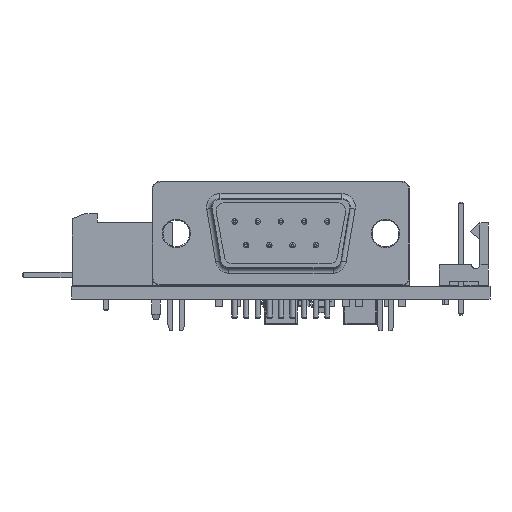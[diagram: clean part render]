
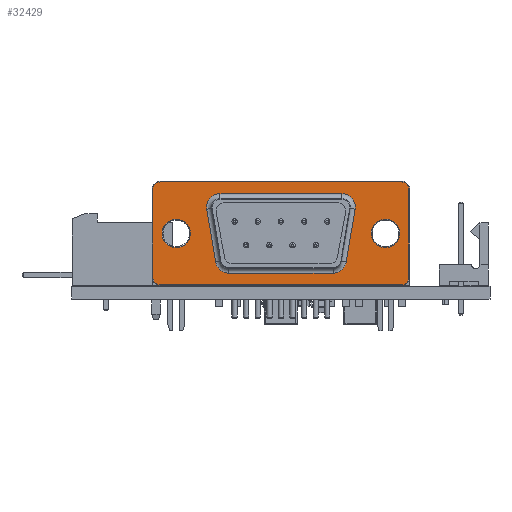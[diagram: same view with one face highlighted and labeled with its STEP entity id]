
A CAD part, front view. The second image highlights one B-rep face of the part: STEP entity #32429.
In plain terms, the highlighted planar face has unit normal (0, -1, 0).
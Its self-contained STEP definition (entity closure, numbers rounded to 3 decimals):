
#32230 = VERTEX_POINT('',#32231);
#32231 = CARTESIAN_POINT('',(-3.317,-8.08,9.137));
#32238 = EDGE_CURVE('',#32230,#32239,#32241,.T.);
#32239 = VERTEX_POINT('',#32240);
#32240 = CARTESIAN_POINT('',(-1.739,-8.08,11.));
#32241 = CIRCLE('',#32242,1.6);
#32242 = AXIS2_PLACEMENT_3D('',#32243,#32244,#32245);
#32243 = CARTESIAN_POINT('',(-1.739,-8.08,9.4));
#32244 = DIRECTION('',(0.,1.,0.));
#32245 = DIRECTION('',(-0.986,0.,
    -0.165));
#32263 = EDGE_CURVE('',#32239,#32264,#32266,.T.);
#32264 = VERTEX_POINT('',#32265);
#32265 = CARTESIAN_POINT('',(12.819,-8.08,11.));
#32266 = LINE('',#32267,#32268);
#32267 = CARTESIAN_POINT('',(-1.739,-8.08,11.));
#32268 = VECTOR('',#32269,1.);
#32269 = DIRECTION('',(1.,0.,0.));
#32288 = EDGE_CURVE('',#32289,#32230,#32291,.T.);
#32289 = VERTEX_POINT('',#32290);
#32290 = CARTESIAN_POINT('',(-2.266,-8.08,2.837));
#32291 = LINE('',#32292,#32293);
#32292 = CARTESIAN_POINT('',(-2.266,-8.08,2.837));
#32293 = VECTOR('',#32294,1.);
#32294 = DIRECTION('',(-0.165,0.,0.986
    ));
#32314 = EDGE_CURVE('',#32264,#32315,#32317,.T.);
#32315 = VERTEX_POINT('',#32316);
#32316 = CARTESIAN_POINT('',(14.397,-8.08,9.137));
#32317 = CIRCLE('',#32318,1.6);
#32318 = AXIS2_PLACEMENT_3D('',#32319,#32320,#32321);
#32319 = CARTESIAN_POINT('',(12.819,-8.08,9.4));
#32320 = DIRECTION('',(0.,1.,0.));
#32321 = DIRECTION('',(0.,0.,1.));
#32340 = VERTEX_POINT('',#32341);
#32341 = CARTESIAN_POINT('',(-0.688,-8.08,1.5));
#32348 = EDGE_CURVE('',#32340,#32289,#32349,.T.);
#32349 = CIRCLE('',#32350,1.6);
#32350 = AXIS2_PLACEMENT_3D('',#32351,#32352,#32353);
#32351 = CARTESIAN_POINT('',(-0.688,-8.08,3.1));
#32352 = DIRECTION('',(0.,1.,0.));
#32353 = DIRECTION('',(0.,0.,-1.));
#32365 = EDGE_CURVE('',#32315,#32366,#32368,.T.);
#32366 = VERTEX_POINT('',#32367);
#32367 = CARTESIAN_POINT('',(13.346,-8.08,2.837));
#32368 = LINE('',#32369,#32370);
#32369 = CARTESIAN_POINT('',(14.397,-8.08,9.137));
#32370 = VECTOR('',#32371,1.);
#32371 = DIRECTION('',(-0.165,0.,
    -0.986));
#32390 = EDGE_CURVE('',#32391,#32340,#32393,.T.);
#32391 = VERTEX_POINT('',#32392);
#32392 = CARTESIAN_POINT('',(11.768,-8.08,1.5));
#32393 = LINE('',#32394,#32395);
#32394 = CARTESIAN_POINT('',(11.768,-8.08,1.5));
#32395 = VECTOR('',#32396,1.);
#32396 = DIRECTION('',(-1.,0.,0.));
#32416 = EDGE_CURVE('',#32366,#32391,#32417,.T.);
#32417 = CIRCLE('',#32418,1.6);
#32418 = AXIS2_PLACEMENT_3D('',#32419,#32420,#32421);
#32419 = CARTESIAN_POINT('',(11.768,-8.08,3.1));
#32420 = DIRECTION('',(0.,1.,0.));
#32421 = DIRECTION('',(0.986,0.,
    -0.165));
#32429 = ADVANCED_FACE('',(#32430,#32440,#32510,#32521),#32532,.T.);
#32430 = FACE_BOUND('',#32431,.T.);
#32431 = EDGE_LOOP('',(#32432,#32433,#32434,#32435,#32436,#32437,#32438,
    #32439));
#32432 = ORIENTED_EDGE('',*,*,#32365,.T.);
#32433 = ORIENTED_EDGE('',*,*,#32416,.T.);
#32434 = ORIENTED_EDGE('',*,*,#32390,.T.);
#32435 = ORIENTED_EDGE('',*,*,#32348,.T.);
#32436 = ORIENTED_EDGE('',*,*,#32288,.T.);
#32437 = ORIENTED_EDGE('',*,*,#32238,.T.);
#32438 = ORIENTED_EDGE('',*,*,#32263,.T.);
#32439 = ORIENTED_EDGE('',*,*,#32314,.T.);
#32440 = FACE_BOUND('',#32441,.T.);
#32441 = EDGE_LOOP('',(#32442,#32452,#32461,#32469,#32478,#32486,#32495,
    #32503));
#32442 = ORIENTED_EDGE('',*,*,#32443,.T.);
#32443 = EDGE_CURVE('',#32444,#32446,#32448,.T.);
#32444 = VERTEX_POINT('',#32445);
#32445 = CARTESIAN_POINT('',(19.94,-8.08,12.4));
#32446 = VERTEX_POINT('',#32447);
#32447 = CARTESIAN_POINT('',(-8.86,-8.08,12.4));
#32448 = LINE('',#32449,#32450);
#32449 = CARTESIAN_POINT('',(19.94,-8.08,12.4));
#32450 = VECTOR('',#32451,1.);
#32451 = DIRECTION('',(-1.,0.,0.));
#32452 = ORIENTED_EDGE('',*,*,#32453,.T.);
#32453 = EDGE_CURVE('',#32446,#32454,#32456,.T.);
#32454 = VERTEX_POINT('',#32455);
#32455 = CARTESIAN_POINT('',(-9.76,-8.08,11.5));
#32456 = CIRCLE('',#32457,0.9);
#32457 = AXIS2_PLACEMENT_3D('',#32458,#32459,#32460);
#32458 = CARTESIAN_POINT('',(-8.86,-8.08,11.5));
#32459 = DIRECTION('',(0.,-1.,0.));
#32460 = DIRECTION('',(0.,0.,1.));
#32461 = ORIENTED_EDGE('',*,*,#32462,.T.);
#32462 = EDGE_CURVE('',#32454,#32463,#32465,.T.);
#32463 = VERTEX_POINT('',#32464);
#32464 = CARTESIAN_POINT('',(-9.76,-8.08,1.));
#32465 = LINE('',#32466,#32467);
#32466 = CARTESIAN_POINT('',(-9.76,-8.08,11.5));
#32467 = VECTOR('',#32468,1.);
#32468 = DIRECTION('',(0.,0.,-1.));
#32469 = ORIENTED_EDGE('',*,*,#32470,.T.);
#32470 = EDGE_CURVE('',#32463,#32471,#32473,.T.);
#32471 = VERTEX_POINT('',#32472);
#32472 = CARTESIAN_POINT('',(-8.86,-8.08,0.1));
#32473 = CIRCLE('',#32474,0.9);
#32474 = AXIS2_PLACEMENT_3D('',#32475,#32476,#32477);
#32475 = CARTESIAN_POINT('',(-8.86,-8.08,1.));
#32476 = DIRECTION('',(0.,-1.,0.));
#32477 = DIRECTION('',(-1.,0.,0.));
#32478 = ORIENTED_EDGE('',*,*,#32479,.T.);
#32479 = EDGE_CURVE('',#32471,#32480,#32482,.T.);
#32480 = VERTEX_POINT('',#32481);
#32481 = CARTESIAN_POINT('',(19.94,-8.08,0.1));
#32482 = LINE('',#32483,#32484);
#32483 = CARTESIAN_POINT('',(-8.86,-8.08,0.1));
#32484 = VECTOR('',#32485,1.);
#32485 = DIRECTION('',(1.,0.,0.));
#32486 = ORIENTED_EDGE('',*,*,#32487,.T.);
#32487 = EDGE_CURVE('',#32480,#32488,#32490,.T.);
#32488 = VERTEX_POINT('',#32489);
#32489 = CARTESIAN_POINT('',(20.84,-8.08,1.));
#32490 = CIRCLE('',#32491,0.9);
#32491 = AXIS2_PLACEMENT_3D('',#32492,#32493,#32494);
#32492 = CARTESIAN_POINT('',(19.94,-8.08,1.));
#32493 = DIRECTION('',(0.,-1.,0.));
#32494 = DIRECTION('',(0.,0.,-1.));
#32495 = ORIENTED_EDGE('',*,*,#32496,.T.);
#32496 = EDGE_CURVE('',#32488,#32497,#32499,.T.);
#32497 = VERTEX_POINT('',#32498);
#32498 = CARTESIAN_POINT('',(20.84,-8.08,11.5));
#32499 = LINE('',#32500,#32501);
#32500 = CARTESIAN_POINT('',(20.84,-8.08,1.));
#32501 = VECTOR('',#32502,1.);
#32502 = DIRECTION('',(0.,0.,1.));
#32503 = ORIENTED_EDGE('',*,*,#32504,.T.);
#32504 = EDGE_CURVE('',#32497,#32444,#32505,.T.);
#32505 = CIRCLE('',#32506,0.9);
#32506 = AXIS2_PLACEMENT_3D('',#32507,#32508,#32509);
#32507 = CARTESIAN_POINT('',(19.94,-8.08,11.5));
#32508 = DIRECTION('',(0.,-1.,0.));
#32509 = DIRECTION('',(1.,0.,0.));
#32510 = FACE_BOUND('',#32511,.T.);
#32511 = EDGE_LOOP('',(#32512));
#32512 = ORIENTED_EDGE('',*,*,#32513,.F.);
#32513 = EDGE_CURVE('',#32514,#32514,#32516,.T.);
#32514 = VERTEX_POINT('',#32515);
#32515 = CARTESIAN_POINT('',(-5.26,-8.08,6.25));
#32516 = CIRCLE('',#32517,1.7);
#32517 = AXIS2_PLACEMENT_3D('',#32518,#32519,#32520);
#32518 = CARTESIAN_POINT('',(-6.96,-8.08,6.25));
#32519 = DIRECTION('',(0.,-1.,0.));
#32520 = DIRECTION('',(1.,0.,0.));
#32521 = FACE_BOUND('',#32522,.T.);
#32522 = EDGE_LOOP('',(#32523));
#32523 = ORIENTED_EDGE('',*,*,#32524,.F.);
#32524 = EDGE_CURVE('',#32525,#32525,#32527,.T.);
#32525 = VERTEX_POINT('',#32526);
#32526 = CARTESIAN_POINT('',(19.74,-8.08,6.25));
#32527 = CIRCLE('',#32528,1.7);
#32528 = AXIS2_PLACEMENT_3D('',#32529,#32530,#32531);
#32529 = CARTESIAN_POINT('',(18.04,-8.08,6.25));
#32530 = DIRECTION('',(0.,-1.,0.));
#32531 = DIRECTION('',(1.,0.,0.));
#32532 = PLANE('',#32533);
#32533 = AXIS2_PLACEMENT_3D('',#32534,#32535,#32536);
#32534 = CARTESIAN_POINT('',(5.54,-8.08,6.25));
#32535 = DIRECTION('',(0.,-1.,0.));
#32536 = DIRECTION('',(1.,0.,0.));
